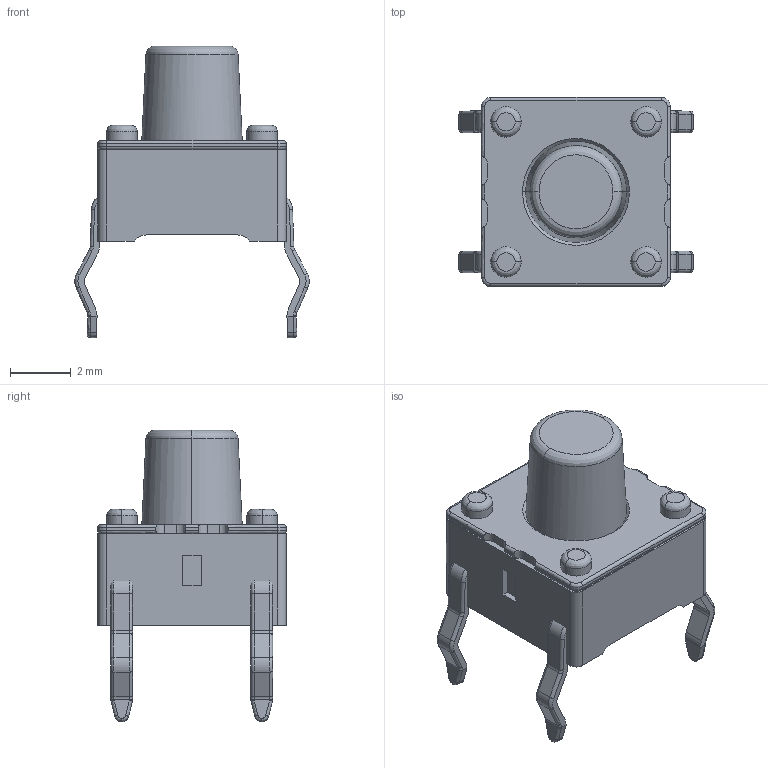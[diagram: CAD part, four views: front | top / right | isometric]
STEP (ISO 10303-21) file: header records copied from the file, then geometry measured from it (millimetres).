
FILE_DESCRIPTION(/* description */ (''),/* implementation_level */ '2;1');
FILE_NAME(/* name */ 'button',/* time_stamp */ '2014-03-20T09:53:10+01:00',/* author */ (''),/* organization */ (''),/* preprocessor_version */ 'ST-DEVELOPER v14',/* originating_system */ '',/* authorisation */ '');
FILE_SCHEMA (('CONFIG_CONTROL_DESIGN'));
Length unit declared in the file: millimetre
Products named in the file (1): Document
Bounding box: 7.69 x 6.2 x 9.58 mm (x, y, z)
Volume: 147.1 mm3; surface area: 329.3 mm2
Topology: 7 solids, 11 shells, 283 faces, 682 edges, 412 vertices
Faces by surface type: bspline 192, plane 91
Entity records: 9493 total; most frequent: CARTESIAN_POINT 5612, ORIENTED_EDGE 1324, EDGE_CURVE 682, VERTEX_POINT 412, EDGE_LOOP 288, ADVANCED_FACE 283, FACE_OUTER_BOUND 283, B_SPLINE_CURVE_WITH_KNOTS 224
